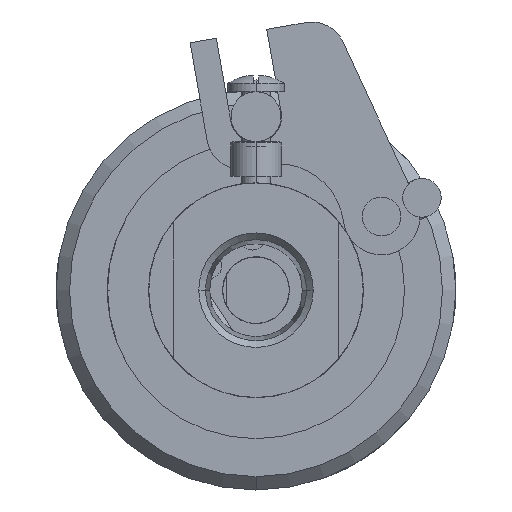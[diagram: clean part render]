
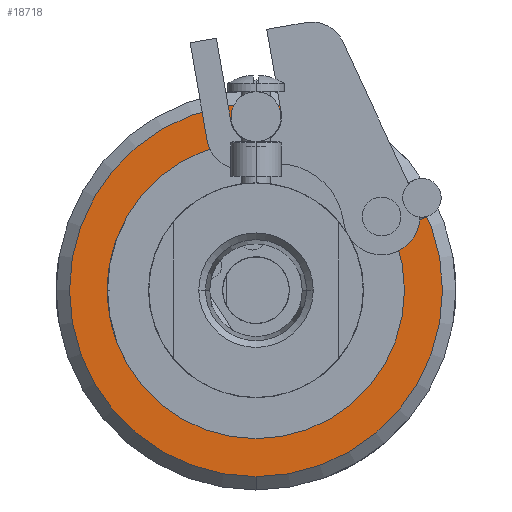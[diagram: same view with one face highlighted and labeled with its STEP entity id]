
A CAD part, left-side view. The second image highlights one B-rep face of the part: STEP entity #18718.
In plain terms, the highlighted planar face has unit normal (-1, 0, 0).
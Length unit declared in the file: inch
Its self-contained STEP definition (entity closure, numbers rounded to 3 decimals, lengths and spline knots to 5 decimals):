
#170 = CARTESIAN_POINT ( 'NONE',  ( -5.099, 0., 0.7 ) ) ;
#320 = CARTESIAN_POINT ( 'NONE',  ( -5.099, 0., -0.325 ) ) ;
#349 = CARTESIAN_POINT ( 'NONE',  ( -5.099, 0., 0.325 ) ) ;
#446 = CARTESIAN_POINT ( 'NONE',  ( -5.099, 0., -0.7 ) ) ;
#5386 = CARTESIAN_POINT ( 'NONE',  ( -5.099, 0., 0. ) ) ;
#5387 = PLANE ( 'NONE',  #6130 ) ;
#5396 = DIRECTION ( 'NONE',  ( 1., 0., 0. ) ) ;
#5397 = DIRECTION ( 'NONE',  ( 0., 0., -1. ) ) ;
#5910 = FACE_BOUND ( 'NONE', #7104, .T. ) ;
#5918 = FACE_OUTER_BOUND ( 'NONE', #6964, .T. ) ;
#6130 = AXIS2_PLACEMENT_3D ( 'NONE', #5386, #5396, #5397 ) ;
#6964 = EDGE_LOOP ( 'NONE', ( #12417, #12418 ) ) ;
#7104 = EDGE_LOOP ( 'NONE', ( #12415, #12416 ) ) ;
#7887 = CIRCLE ( 'NONE', #8477, 0.7 ) ;
#7888 = CIRCLE ( 'NONE', #8475, 0.325 ) ;
#7890 = CIRCLE ( 'NONE', #8478, 0.325 ) ;
#7919 = CIRCLE ( 'NONE', #8492, 0.7 ) ;
#8475 = AXIS2_PLACEMENT_3D ( 'NONE', #15950, #15951, #15952 ) ;
#8477 = AXIS2_PLACEMENT_3D ( 'NONE', #15931, #15948, #15949 ) ;
#8478 = AXIS2_PLACEMENT_3D ( 'NONE', #15953, #15955, #15956 ) ;
#8492 = AXIS2_PLACEMENT_3D ( 'NONE', #16022, #16028, #16029 ) ;
#9663 = EDGE_CURVE ( 'NONE', #11295, #10997, #7887, .T. ) ;
#9664 = EDGE_CURVE ( 'NONE', #11169, #11198, #7888, .T. ) ;
#9665 = EDGE_CURVE ( 'NONE', #11198, #11169, #7890, .T. ) ;
#9686 = EDGE_CURVE ( 'NONE', #10997, #11295, #7919, .T. ) ;
#10997 = VERTEX_POINT ( 'NONE', #170 ) ;
#11169 = VERTEX_POINT ( 'NONE', #320 ) ;
#11198 = VERTEX_POINT ( 'NONE', #349 ) ;
#11295 = VERTEX_POINT ( 'NONE', #446 ) ;
#12415 = ORIENTED_EDGE ( 'NONE', *, *, #9665, .F. ) ;
#12416 = ORIENTED_EDGE ( 'NONE', *, *, #9664, .F. ) ;
#12417 = ORIENTED_EDGE ( 'NONE', *, *, #9663, .T. ) ;
#12418 = ORIENTED_EDGE ( 'NONE', *, *, #9686, .T. ) ;
#15931 = CARTESIAN_POINT ( 'NONE',  ( -5.099, 0., 0. ) ) ;
#15948 = DIRECTION ( 'NONE',  ( -1., 0., 0. ) ) ;
#15949 = DIRECTION ( 'NONE',  ( 0., 0., -1. ) ) ;
#15950 = CARTESIAN_POINT ( 'NONE',  ( -5.099, 0., 0. ) ) ;
#15951 = DIRECTION ( 'NONE',  ( -1., 0., 0. ) ) ;
#15952 = DIRECTION ( 'NONE',  ( 0., 0., 1. ) ) ;
#15953 = CARTESIAN_POINT ( 'NONE',  ( -5.099, 0., 0. ) ) ;
#15955 = DIRECTION ( 'NONE',  ( -1., 0., 0. ) ) ;
#15956 = DIRECTION ( 'NONE',  ( 0., 0., 1. ) ) ;
#16022 = CARTESIAN_POINT ( 'NONE',  ( -5.099, 0., 0. ) ) ;
#16028 = DIRECTION ( 'NONE',  ( -1., 0., 0. ) ) ;
#16029 = DIRECTION ( 'NONE',  ( 0., 0., -1. ) ) ;
#18718 = ADVANCED_FACE ( 'NONE', ( #5910, #5918 ), #5387, .F. ) ;
